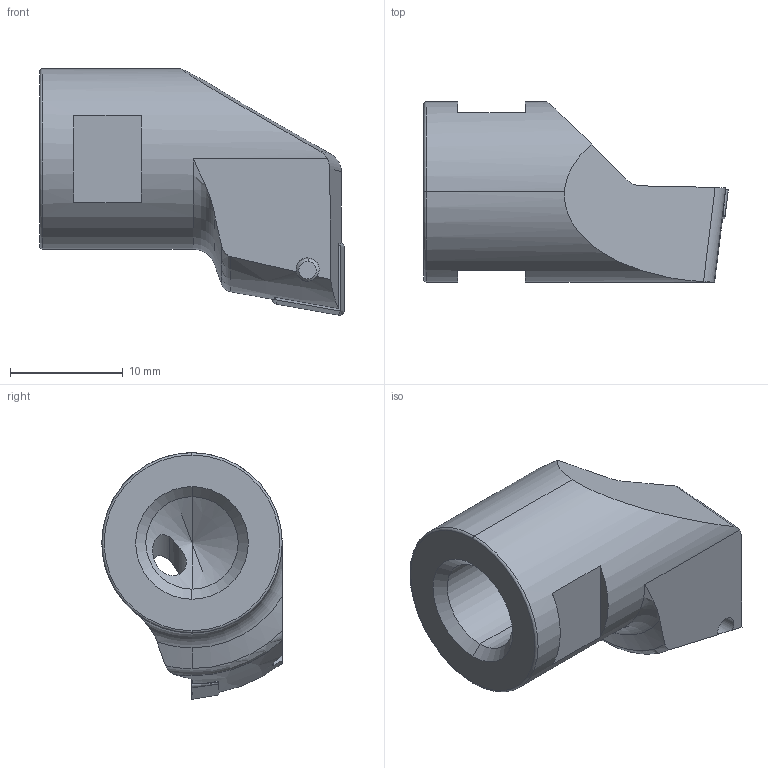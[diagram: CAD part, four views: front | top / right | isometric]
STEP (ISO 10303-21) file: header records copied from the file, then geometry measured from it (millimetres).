
FILE_DESCRIPTION (( 'STEP AP203' ), '1' );
FILE_NAME ('278.277.006C.STEP', '2024-08-27T07:46:34', ( '' ), ( '' ), 'SwSTEP 2.0', 'SolidWorks 2022', '' );
FILE_SCHEMA (( 'CONFIG_CONTROL_DESIGN' ));
Length unit declared in the file: millimetre
Products named in the file (4): 278.277.006C; WCA-ER2.001.006_A; HS0-A28.K11.027_C; CCMT060204
Assembly tree (3 placements, depth 2):
  278.277.006C
    HS0-A28.K11.027_C
    WCA-ER2.001.006_A
    CCMT060204
Bounding box: 27 x 16 x 21.88 mm (x, y, z)
Volume: 3511.8 mm3; surface area: 2256.7 mm2
Topology: 3 solids, 3 shells, 123 faces, 308 edges, 189 vertices
Faces by surface type: cylinder 35, plane 34, cone 28, torus 12, bspline 12, sphere 2
Entity records: 4407 total; most frequent: CARTESIAN_POINT 1231, ORIENTED_EDGE 608, DIRECTION 555, EDGE_CURVE 304, AXIS2_PLACEMENT_3D 221, VERTEX_POINT 189, EDGE_LOOP 131, FACE_OUTER_BOUND 123
